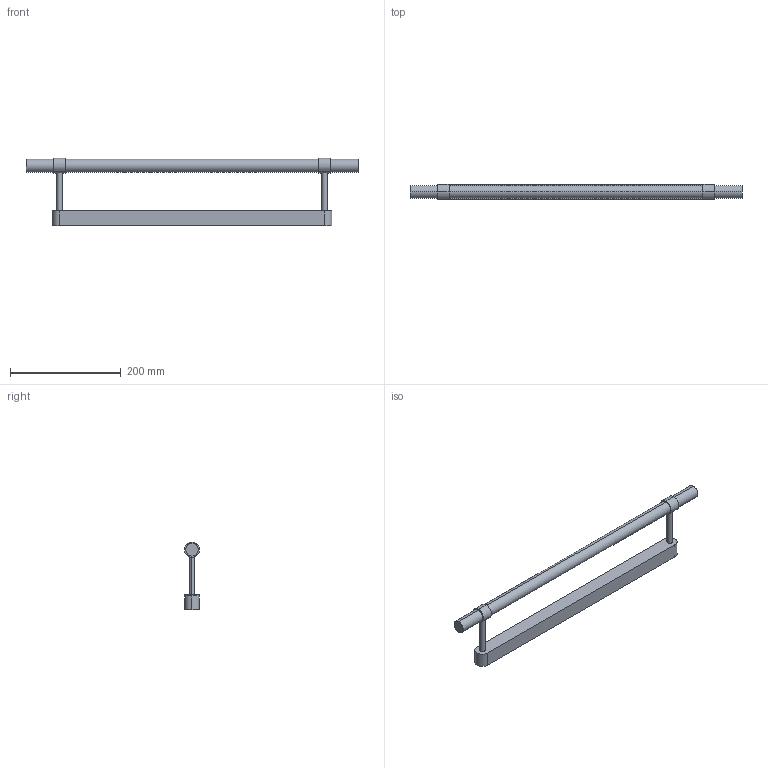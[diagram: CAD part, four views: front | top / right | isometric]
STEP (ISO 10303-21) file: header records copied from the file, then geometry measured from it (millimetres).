
FILE_DESCRIPTION (( 'STEP AP214' ), '1' );
FILE_NAME ('Katana.STEP', '2025-08-28T12:19:04', ( '' ), ( '' ), 'SwSTEP 2.0', 'SolidWorks 2025', '' );
FILE_SCHEMA (( 'AUTOMOTIVE_DESIGN' ));
Length unit declared in the file: millimetre
Products named in the file (1): Katana
Bounding box: 600 x 27 x 122 mm (x, y, z)
Volume: 345125.2 mm3; surface area: 136005.6 mm2
Topology: 2 solids, 2 shells, 33 faces, 74 edges, 48 vertices
Faces by surface type: cylinder 20, plane 13
Entity records: 1116 total; most frequent: CARTESIAN_POINT 308, DIRECTION 174, ORIENTED_EDGE 148, EDGE_CURVE 74, AXIS2_PLACEMENT_3D 70, VERTEX_POINT 48, EDGE_LOOP 40, CIRCLE 36
